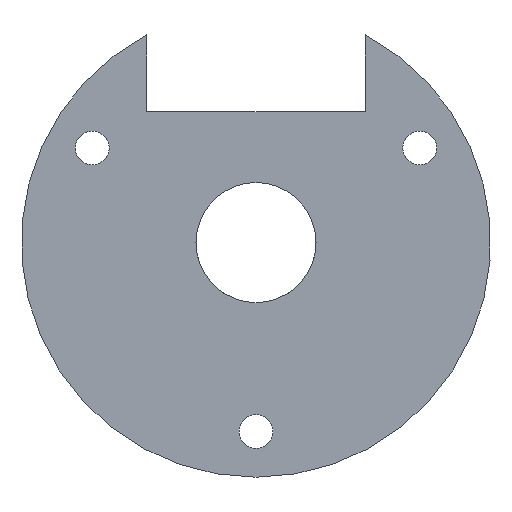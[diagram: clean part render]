
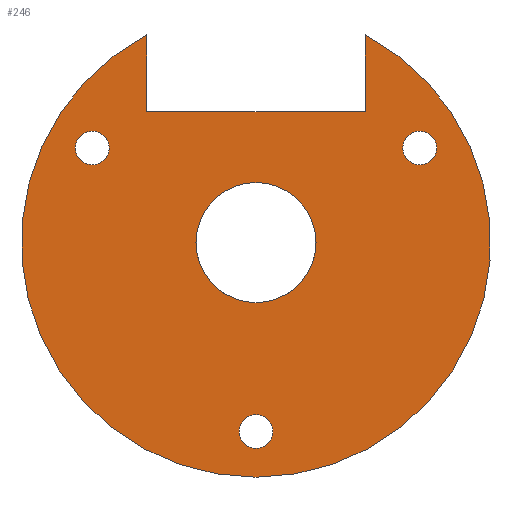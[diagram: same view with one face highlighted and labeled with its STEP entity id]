
A CAD part, front view. The second image highlights one B-rep face of the part: STEP entity #246.
In plain terms, the highlighted planar face has unit normal (0, -1, 0).
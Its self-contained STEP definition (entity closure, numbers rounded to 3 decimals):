
#1 = VERTEX_POINT ( 'NONE', #31 ) ;
#4 = DIRECTION ( 'NONE',  ( 0., 0., -1. ) ) ;
#9 = VECTOR ( 'NONE', #4, 1000. ) ;
#12 = DIRECTION ( 'NONE',  ( 0., 0., 1. ) ) ;
#22 = AXIS2_PLACEMENT_3D ( 'NONE', #131, #43, #143 ) ;
#31 = CARTESIAN_POINT ( 'NONE',  ( 15., 0., 10.21 ) ) ;
#37 = ORIENTED_EDGE ( 'NONE', *, *, #778, .F. ) ;
#43 = DIRECTION ( 'NONE',  ( 0., -1., 0. ) ) ;
#61 = CIRCLE ( 'NONE', #217, 1.55 ) ;
#62 = ORIENTED_EDGE ( 'NONE', *, *, #607, .F. ) ;
#69 = DIRECTION ( 'NONE',  ( 0., 0., -1. ) ) ;
#70 = CARTESIAN_POINT ( 'NONE',  ( 0., 0., -15.771 ) ) ;
#79 = EDGE_LOOP ( 'NONE', ( #837, #845, #492, #62, #606 ) ) ;
#92 = CARTESIAN_POINT ( 'NONE',  ( 15., 0., 8.66 ) ) ;
#96 = CARTESIAN_POINT ( 'NONE',  ( 0., 0., 0. ) ) ;
#97 = EDGE_CURVE ( 'NONE', #303, #524, #528, .T. ) ;
#100 = CARTESIAN_POINT ( 'NONE',  ( -15., 0., 8.66 ) ) ;
#106 = DIRECTION ( 'NONE',  ( 0., 0., 1. ) ) ;
#115 = CARTESIAN_POINT ( 'NONE',  ( 10., 0., 19.033 ) ) ;
#116 = DIRECTION ( 'NONE',  ( 0., 0., 1. ) ) ;
#119 = CARTESIAN_POINT ( 'NONE',  ( 0., 0., -5.5 ) ) ;
#122 = CIRCLE ( 'NONE', #660, 1.55 ) ;
#131 = CARTESIAN_POINT ( 'NONE',  ( 0., 0., 0. ) ) ;
#134 = CARTESIAN_POINT ( 'NONE',  ( 0., 0., 0. ) ) ;
#139 = FACE_BOUND ( 'NONE', #332, .T. ) ;
#143 = DIRECTION ( 'NONE',  ( 0., 0., -1. ) ) ;
#160 = ORIENTED_EDGE ( 'NONE', *, *, #378, .T. ) ;
#162 = VERTEX_POINT ( 'NONE', #522 ) ;
#174 = DIRECTION ( 'NONE',  ( 0., 1., 0. ) ) ;
#182 = ORIENTED_EDGE ( 'NONE', *, *, #97, .T. ) ;
#194 = EDGE_CURVE ( 'NONE', #279, #162, #967, .T. ) ;
#196 = LINE ( 'NONE', #579, #721 ) ;
#199 = AXIS2_PLACEMENT_3D ( 'NONE', #686, #762, #546 ) ;
#215 = CIRCLE ( 'NONE', #487, 1.55 ) ;
#217 = AXIS2_PLACEMENT_3D ( 'NONE', #443, #290, #737 ) ;
#219 = CARTESIAN_POINT ( 'NONE',  ( 0., 0., -18.871 ) ) ;
#246 = ADVANCED_FACE ( 'NONE', ( #587, #670, #806, #515, #139 ), #973, .F. ) ;
#254 = VERTEX_POINT ( 'NONE', #70 ) ;
#279 = VERTEX_POINT ( 'NONE', #469 ) ;
#286 = AXIS2_PLACEMENT_3D ( 'NONE', #92, #621, #12 ) ;
#290 = DIRECTION ( 'NONE',  ( 0., 1., 0. ) ) ;
#300 = CIRCLE ( 'NONE', #863, 5.5 ) ;
#301 = EDGE_CURVE ( 'NONE', #537, #718, #306, .T. ) ;
#303 = VERTEX_POINT ( 'NONE', #384 ) ;
#306 = LINE ( 'NONE', #698, #545 ) ;
#312 = CARTESIAN_POINT ( 'NONE',  ( 0., 0., 5.5 ) ) ;
#332 = EDGE_LOOP ( 'NONE', ( #527, #182 ) ) ;
#335 = EDGE_CURVE ( 'NONE', #524, #303, #122, .T. ) ;
#345 = AXIS2_PLACEMENT_3D ( 'NONE', #735, #964, #523 ) ;
#346 = VERTEX_POINT ( 'NONE', #312 ) ;
#350 = DIRECTION ( 'NONE',  ( 0., 1., 0. ) ) ;
#375 = DIRECTION ( 'NONE',  ( 0., -1., 0. ) ) ;
#378 = EDGE_CURVE ( 'NONE', #1, #870, #215, .T. ) ;
#384 = CARTESIAN_POINT ( 'NONE',  ( -15., 0., 10.21 ) ) ;
#389 = DIRECTION ( 'NONE',  ( 0., 1., 0. ) ) ;
#390 = VERTEX_POINT ( 'NONE', #119 ) ;
#397 = CIRCLE ( 'NONE', #286, 1.55 ) ;
#403 = DIRECTION ( 'NONE',  ( 0., 0., 1. ) ) ;
#443 = CARTESIAN_POINT ( 'NONE',  ( 0., 0., -17.321 ) ) ;
#464 = LINE ( 'NONE', #474, #9 ) ;
#467 = EDGE_CURVE ( 'NONE', #718, #882, #196, .T. ) ;
#469 = CARTESIAN_POINT ( 'NONE',  ( 0., 0., -21.5 ) ) ;
#474 = CARTESIAN_POINT ( 'NONE',  ( -10., 0., 12. ) ) ;
#475 = CIRCLE ( 'NONE', #22, 5.5 ) ;
#483 = EDGE_LOOP ( 'NONE', ( #552, #160 ) ) ;
#487 = AXIS2_PLACEMENT_3D ( 'NONE', #926, #790, #116 ) ;
#488 = CIRCLE ( 'NONE', #199, 21.5 ) ;
#492 = ORIENTED_EDGE ( 'NONE', *, *, #301, .F. ) ;
#515 = FACE_BOUND ( 'NONE', #483, .T. ) ;
#522 = CARTESIAN_POINT ( 'NONE',  ( -10., 0., 19.033 ) ) ;
#523 = DIRECTION ( 'NONE',  ( 0., 0., 1. ) ) ;
#524 = VERTEX_POINT ( 'NONE', #634 ) ;
#527 = ORIENTED_EDGE ( 'NONE', *, *, #335, .T. ) ;
#528 = CIRCLE ( 'NONE', #613, 1.55 ) ;
#537 = VERTEX_POINT ( 'NONE', #731 ) ;
#538 = VERTEX_POINT ( 'NONE', #219 ) ;
#545 = VECTOR ( 'NONE', #692, 1000. ) ;
#546 = DIRECTION ( 'NONE',  ( 0., 0., 1. ) ) ;
#550 = AXIS2_PLACEMENT_3D ( 'NONE', #834, #174, #619 ) ;
#552 = ORIENTED_EDGE ( 'NONE', *, *, #720, .T. ) ;
#579 = CARTESIAN_POINT ( 'NONE',  ( 10., 0., 12. ) ) ;
#582 = ORIENTED_EDGE ( 'NONE', *, *, #805, .F. ) ;
#587 = FACE_BOUND ( 'NONE', #592, .T. ) ;
#592 = EDGE_LOOP ( 'NONE', ( #37, #582 ) ) ;
#596 = ORIENTED_EDGE ( 'NONE', *, *, #597, .T. ) ;
#597 = EDGE_CURVE ( 'NONE', #538, #254, #675, .T. ) ;
#606 = ORIENTED_EDGE ( 'NONE', *, *, #194, .F. ) ;
#607 = EDGE_CURVE ( 'NONE', #162, #537, #464, .T. ) ;
#613 = AXIS2_PLACEMENT_3D ( 'NONE', #768, #776, #106 ) ;
#619 = DIRECTION ( 'NONE',  ( 0., 0., 1. ) ) ;
#621 = DIRECTION ( 'NONE',  ( 0., 1., 0. ) ) ;
#634 = CARTESIAN_POINT ( 'NONE',  ( -15., 0., 7.11 ) ) ;
#654 = DIRECTION ( 'NONE',  ( 0., 0., 1. ) ) ;
#660 = AXIS2_PLACEMENT_3D ( 'NONE', #100, #389, #403 ) ;
#670 = FACE_OUTER_BOUND ( 'NONE', #79, .T. ) ;
#675 = CIRCLE ( 'NONE', #550, 1.55 ) ;
#685 = EDGE_CURVE ( 'NONE', #254, #538, #61, .T. ) ;
#686 = CARTESIAN_POINT ( 'NONE',  ( 0., 0., 0. ) ) ;
#692 = DIRECTION ( 'NONE',  ( 1., 0., 0. ) ) ;
#698 = CARTESIAN_POINT ( 'NONE',  ( 10., 0., 12. ) ) ;
#709 = EDGE_CURVE ( 'NONE', #882, #279, #488, .T. ) ;
#713 = DIRECTION ( 'NONE',  ( 0., 0., 1. ) ) ;
#718 = VERTEX_POINT ( 'NONE', #848 ) ;
#720 = EDGE_CURVE ( 'NONE', #870, #1, #397, .T. ) ;
#721 = VECTOR ( 'NONE', #654, 1000. ) ;
#731 = CARTESIAN_POINT ( 'NONE',  ( -10., 0., 12. ) ) ;
#735 = CARTESIAN_POINT ( 'NONE',  ( 0., 0., 0. ) ) ;
#737 = DIRECTION ( 'NONE',  ( 0., 0., 1. ) ) ;
#762 = DIRECTION ( 'NONE',  ( 0., 1., 0. ) ) ;
#768 = CARTESIAN_POINT ( 'NONE',  ( -15., 0., 8.66 ) ) ;
#776 = DIRECTION ( 'NONE',  ( 0., 1., 0. ) ) ;
#778 = EDGE_CURVE ( 'NONE', #390, #346, #475, .T. ) ;
#789 = CARTESIAN_POINT ( 'NONE',  ( 15., 0., 7.11 ) ) ;
#790 = DIRECTION ( 'NONE',  ( 0., 1., 0. ) ) ;
#805 = EDGE_CURVE ( 'NONE', #346, #390, #300, .T. ) ;
#806 = FACE_BOUND ( 'NONE', #814, .T. ) ;
#814 = EDGE_LOOP ( 'NONE', ( #596, #902 ) ) ;
#827 = AXIS2_PLACEMENT_3D ( 'NONE', #134, #350, #713 ) ;
#834 = CARTESIAN_POINT ( 'NONE',  ( 0., 0., -17.321 ) ) ;
#837 = ORIENTED_EDGE ( 'NONE', *, *, #709, .F. ) ;
#845 = ORIENTED_EDGE ( 'NONE', *, *, #467, .F. ) ;
#848 = CARTESIAN_POINT ( 'NONE',  ( 10., 0., 12. ) ) ;
#863 = AXIS2_PLACEMENT_3D ( 'NONE', #96, #375, #69 ) ;
#870 = VERTEX_POINT ( 'NONE', #789 ) ;
#882 = VERTEX_POINT ( 'NONE', #115 ) ;
#902 = ORIENTED_EDGE ( 'NONE', *, *, #685, .T. ) ;
#926 = CARTESIAN_POINT ( 'NONE',  ( 15., 0., 8.66 ) ) ;
#964 = DIRECTION ( 'NONE',  ( 0., 1., 0. ) ) ;
#967 = CIRCLE ( 'NONE', #827, 21.5 ) ;
#973 = PLANE ( 'NONE',  #345 ) ;
